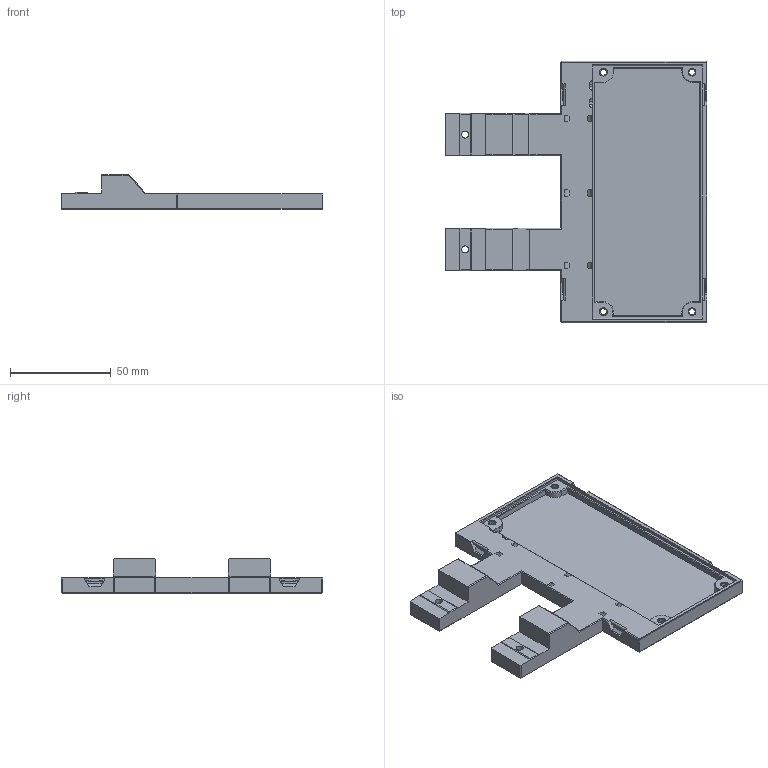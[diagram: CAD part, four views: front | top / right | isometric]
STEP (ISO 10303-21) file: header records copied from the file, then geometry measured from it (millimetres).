
FILE_DESCRIPTION(/* description */ (''),/* implementation_level */ '2;1');
FILE_NAME(/* name */ '[a]BTT_MMB_rear_mount.step',/* time_stamp */ '2023-12-18T03:07:38-05:00',/* author */ (''),/* organization */ (''),/* preprocessor_version */ 'ST-DEVELOPER v20',/* originating_system */ 'Autodesk Translation Framework v12.14.0.127',/* authorisation */ '');
FILE_SCHEMA (('AUTOMOTIVE_DESIGN { 1 0 10303 214 3 1 1 }'));
Length unit declared in the file: millimetre
Products named in the file (1): __[a]BTT_MMB_rear_mount_bottom
Bounding box: 130 x 129.8 x 17.25 mm (x, y, z)
Volume: 69249.9 mm3; surface area: 32170.4 mm2
Topology: 1 solids, 1 shells, 356 faces, 907 edges, 554 vertices
Faces by surface type: plane 273, cylinder 52, cone 19, sphere 12
Full cylindrical faces by diameter (mm): 3.1 x4, 3.5 x2, 4.7 x4, 5.9 x2
Entity records: 10559 total; most frequent: CARTESIAN_POINT 1842, ORIENTED_EDGE 1814, DIRECTION 1796, EDGE_CURVE 907, LINE 708, VECTOR 708, VERTEX_POINT 554, AXIS2_PLACEMENT_3D 544
